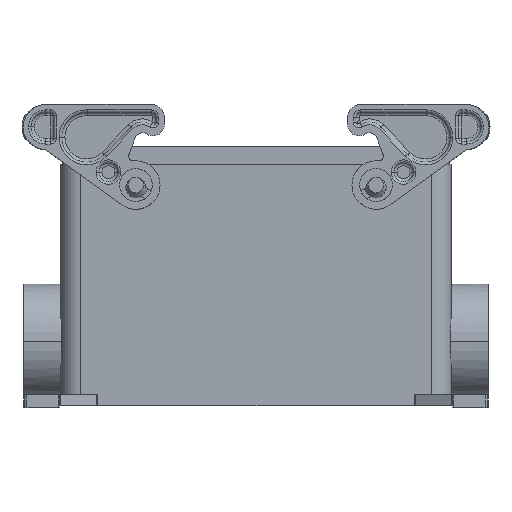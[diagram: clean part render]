
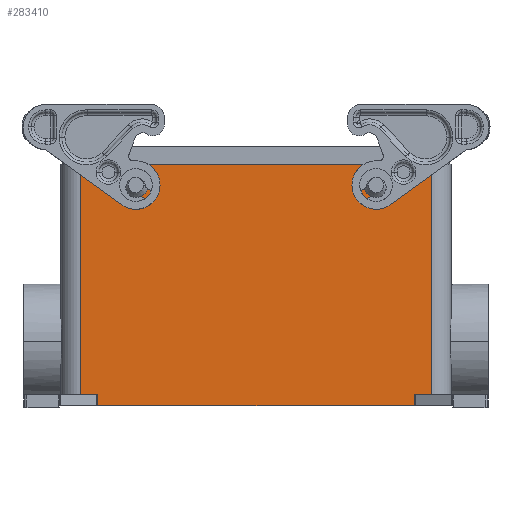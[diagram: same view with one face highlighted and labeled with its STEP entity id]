
A CAD part, front view. The second image highlights one B-rep face of the part: STEP entity #283410.
In plain terms, the highlighted planar face has unit normal (0, -1, 0).
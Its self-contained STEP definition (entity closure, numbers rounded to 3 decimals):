
#120=CARTESIAN_POINT('',(33.35,-21.75,17.));
#130=VERTEX_POINT('',#120);
#290=CARTESIAN_POINT('',(41.15,-21.75,17.));
#300=VERTEX_POINT('',#290);
#330=CARTESIAN_POINT('',(37.25,-21.75,17.));
#340=DIRECTION('',(0.,-1.,0.));
#350=DIRECTION('',(-1.,0.,0.));
#360=AXIS2_PLACEMENT_3D('',#330,#340,#350);
#370=CIRCLE('',#360,3.9);
#380=EDGE_CURVE('',#130,#300,#370,.T.);
#1090=CARTESIAN_POINT('',(-54.5,-21.75,-48.));
#1100=VERTEX_POINT('',#1090);
#1830=CARTESIAN_POINT('',(-54.5,-21.75,23.5));
#1840=VERTEX_POINT('',#1830);
#1870=CARTESIAN_POINT('',(-54.5,-21.75,22.5));
#1880=DIRECTION('',(0.,0.,-1.));
#1890=VECTOR('',#1880,70.5);
#1900=LINE('',#1870,#1890);
#1910=EDGE_CURVE('',#1840,#1100,#1900,.T.);
#20200=CARTESIAN_POINT('',(54.5,-21.75,23.5));
#20210=VERTEX_POINT('',#20200);
#20260=CARTESIAN_POINT('',(0.,-21.75,23.5));
#20270=DIRECTION('',(-1.,0.,0.));
#20280=VECTOR('',#20270,1.);
#20290=LINE('',#20260,#20280);
#20300=EDGE_CURVE('',#20210,#1840,#20290,.T.);
#151430=CARTESIAN_POINT('',(-41.15,-21.75,17.));
#151440=VERTEX_POINT('',#151430);
#151520=CARTESIAN_POINT('',(-33.35,-21.75,17.));
#151530=VERTEX_POINT('',#151520);
#151560=CARTESIAN_POINT('',(-37.25,-21.75,17.));
#151570=DIRECTION('',(0.,-1.,0.));
#151580=DIRECTION('',(-1.,0.,0.));
#151590=AXIS2_PLACEMENT_3D('',#151560,#151570,#151580);
#151600=CIRCLE('',#151590,3.9);
#151610=EDGE_CURVE('',#151440,#151530,#151600,.T.);
#280970=CARTESIAN_POINT('',(54.5,-21.75,-48.));
#280980=VERTEX_POINT('',#280970);
#281010=CARTESIAN_POINT('',(54.5,-21.75,1.5));
#281020=DIRECTION('',(0.,0.,1.));
#281030=VECTOR('',#281020,1.);
#281040=LINE('',#281010,#281030);
#281050=EDGE_CURVE('',#280980,#20210,#281040,.T.);
#282830=CARTESIAN_POINT('',(54.5,-21.75,0.5));
#282840=DIRECTION('',(0.,-1.,0.));
#282850=DIRECTION('',(0.,0.,-1.));
#282860=AXIS2_PLACEMENT_3D('',#282830,#282840,#282850);
#282870=PLANE('',#282860);
#282880=CARTESIAN_POINT('',(49.041,-21.75,-51.5));
#282890=DIRECTION('',(-1.,0.,0.));
#282900=VECTOR('',#282890,98.081);
#282910=LINE('',#282880,#282900);
#282920=CARTESIAN_POINT('',(49.041,-21.75,-51.5));
#282930=VERTEX_POINT('',#282920);
#282940=CARTESIAN_POINT('',(-49.041,-21.75,-51.5));
#282950=VERTEX_POINT('',#282940);
#282960=EDGE_CURVE('',#282930,#282950,#282910,.T.);
#282970=ORIENTED_EDGE('',*,*,#282960,.F.);
#282980=CARTESIAN_POINT('',(-49.041,-21.75,-51.5));
#282990=DIRECTION('',(0.,0.,1.));
#283000=VECTOR('',#282990,3.5);
#283010=LINE('',#282980,#283000);
#283020=CARTESIAN_POINT('',(-49.041,-21.75,-48.));
#283030=VERTEX_POINT('',#283020);
#283040=EDGE_CURVE('',#282950,#283030,#283010,.T.);
#283050=ORIENTED_EDGE('',*,*,#283040,.F.);
#283060=CARTESIAN_POINT('',(-54.5,-21.75,-48.));
#283070=DIRECTION('',(1.,0.,0.));
#283080=VECTOR('',#283070,5.459);
#283090=LINE('',#283060,#283080);
#283100=EDGE_CURVE('',#1100,#283030,#283090,.T.);
#283110=ORIENTED_EDGE('',*,*,#283100,.T.);
#283120=ORIENTED_EDGE('',*,*,#1910,.T.);
#283130=ORIENTED_EDGE('',*,*,#20300,.T.);
#283140=ORIENTED_EDGE('',*,*,#281050,.T.);
#283150=CARTESIAN_POINT('',(49.041,-21.75,-48.));
#283160=DIRECTION('',(1.,0.,0.));
#283170=VECTOR('',#283160,5.459);
#283180=LINE('',#283150,#283170);
#283190=CARTESIAN_POINT('',(49.041,-21.75,-48.));
#283200=VERTEX_POINT('',#283190);
#283210=EDGE_CURVE('',#283200,#280980,#283180,.T.);
#283220=ORIENTED_EDGE('',*,*,#283210,.T.);
#283230=CARTESIAN_POINT('',(49.041,-21.75,-48.));
#283240=DIRECTION('',(0.,0.,-1.));
#283250=VECTOR('',#283240,3.5);
#283260=LINE('',#283230,#283250);
#283270=EDGE_CURVE('',#283200,#282930,#283260,.T.);
#283280=ORIENTED_EDGE('',*,*,#283270,.F.);
#283290=EDGE_LOOP('',(#283280,#283220,#283140,#283130,#283120,#283110,
#283050,#282970));
#283300=FACE_OUTER_BOUND('',#283290,.T.);
#283310=EDGE_CURVE('',#300,#130,#370,.T.);
#283320=ORIENTED_EDGE('',*,*,#283310,.F.);
#283330=ORIENTED_EDGE('',*,*,#380,.F.);
#283340=EDGE_LOOP('',(#283330,#283320));
#283350=FACE_BOUND('',#283340,.T.);
#283360=EDGE_CURVE('',#151530,#151440,#151600,.T.);
#283370=ORIENTED_EDGE('',*,*,#283360,.F.);
#283380=ORIENTED_EDGE('',*,*,#151610,.F.);
#283390=EDGE_LOOP('',(#283380,#283370));
#283400=FACE_BOUND('',#283390,.T.);
#283410=ADVANCED_FACE('',(#283300,#283350,#283400),#282870,.T.);
